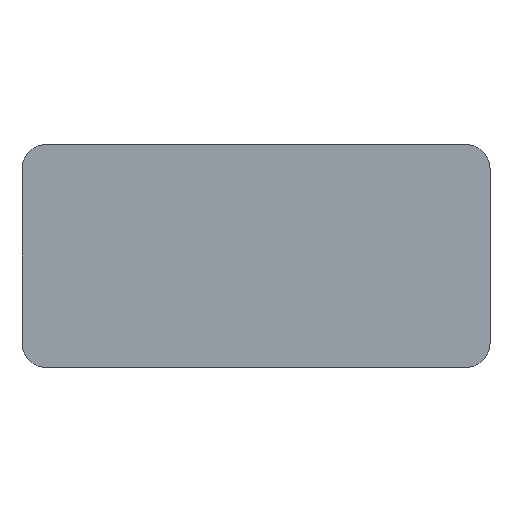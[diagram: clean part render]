
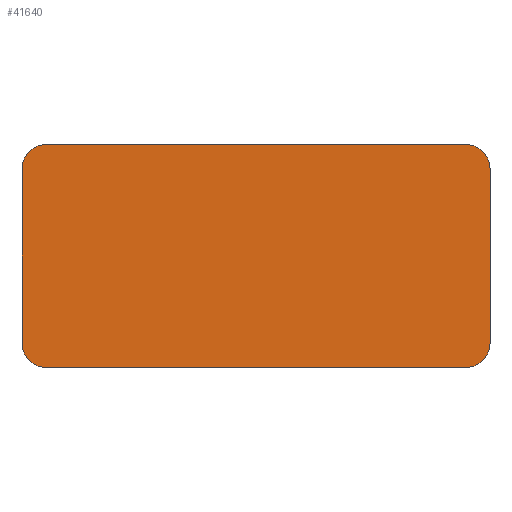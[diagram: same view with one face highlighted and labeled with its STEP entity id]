
A CAD part, front view. The second image highlights one B-rep face of the part: STEP entity #41640.
In plain terms, the highlighted planar face has unit normal (0, -1, 0).
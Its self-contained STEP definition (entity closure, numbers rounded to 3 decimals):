
#3753=FACE_OUTER_BOUND('',#5981,.T.);
#5981=EDGE_LOOP('',(#36088,#36089,#36090,#36091,#36092,#36093,#36094,#36095));
#6912=CIRCLE('',#44712,4.5);
#6913=CIRCLE('',#44713,4.5);
#6914=CIRCLE('',#44714,4.5);
#6915=CIRCLE('',#44715,4.5);
#11124=LINE('',#71099,#15416);
#11125=LINE('',#71103,#15417);
#11126=LINE('',#71107,#15418);
#11127=LINE('',#71111,#15419);
#15416=VECTOR('',#54680,10.);
#15417=VECTOR('',#54683,10.);
#15418=VECTOR('',#54686,10.);
#15419=VECTOR('',#54689,10.);
#19232=VERTEX_POINT('',#71097);
#19233=VERTEX_POINT('',#71098);
#19234=VERTEX_POINT('',#71100);
#19235=VERTEX_POINT('',#71102);
#19236=VERTEX_POINT('',#71104);
#19237=VERTEX_POINT('',#71106);
#19238=VERTEX_POINT('',#71108);
#19239=VERTEX_POINT('',#71110);
#24888=EDGE_CURVE('',#19232,#19233,#11124,.T.);
#24889=EDGE_CURVE('',#19233,#19234,#6912,.T.);
#24890=EDGE_CURVE('',#19234,#19235,#11125,.T.);
#24891=EDGE_CURVE('',#19235,#19236,#6913,.T.);
#24892=EDGE_CURVE('',#19236,#19237,#11126,.T.);
#24893=EDGE_CURVE('',#19237,#19238,#6914,.T.);
#24894=EDGE_CURVE('',#19238,#19239,#11127,.T.);
#24895=EDGE_CURVE('',#19239,#19232,#6915,.T.);
#36088=ORIENTED_EDGE('',*,*,#24888,.T.);
#36089=ORIENTED_EDGE('',*,*,#24889,.T.);
#36090=ORIENTED_EDGE('',*,*,#24890,.T.);
#36091=ORIENTED_EDGE('',*,*,#24891,.T.);
#36092=ORIENTED_EDGE('',*,*,#24892,.T.);
#36093=ORIENTED_EDGE('',*,*,#24893,.T.);
#36094=ORIENTED_EDGE('',*,*,#24894,.T.);
#36095=ORIENTED_EDGE('',*,*,#24895,.T.);
#37928=PLANE('',#44711);
#41640=ADVANCED_FACE('',(#3753),#37928,.T.);
#44711=AXIS2_PLACEMENT_3D('',#71096,#54678,#54679);
#44712=AXIS2_PLACEMENT_3D('',#71101,#54681,#54682);
#44713=AXIS2_PLACEMENT_3D('',#71105,#54684,#54685);
#44714=AXIS2_PLACEMENT_3D('',#71109,#54687,#54688);
#44715=AXIS2_PLACEMENT_3D('',#71112,#54690,#54691);
#54678=DIRECTION('center_axis',(0.,-1.,0.));
#54679=DIRECTION('ref_axis',(1.,0.,0.));
#54680=DIRECTION('',(0.,0.,-1.));
#54681=DIRECTION('center_axis',(0.,-1.,0.));
#54682=DIRECTION('ref_axis',(-1.,0.,0.));
#54683=DIRECTION('',(1.,0.,0.));
#54684=DIRECTION('center_axis',(0.,-1.,0.));
#54685=DIRECTION('ref_axis',(0.,0.,-1.));
#54686=DIRECTION('',(0.,0.,1.));
#54687=DIRECTION('center_axis',(0.,-1.,0.));
#54688=DIRECTION('ref_axis',(1.,0.,0.));
#54689=DIRECTION('',(-1.,0.,0.));
#54690=DIRECTION('center_axis',(0.,-1.,0.));
#54691=DIRECTION('ref_axis',(0.,0.,1.));
#71096=CARTESIAN_POINT('Origin',(0.,-11.,0.));
#71097=CARTESIAN_POINT('',(-43.,-11.,16.));
#71098=CARTESIAN_POINT('',(-43.,-11.,-16.));
#71099=CARTESIAN_POINT('',(-43.,-11.,16.));
#71100=CARTESIAN_POINT('',(-38.5,-11.,-20.5));
#71101=CARTESIAN_POINT('Origin',(-38.5,-11.,-16.));
#71102=CARTESIAN_POINT('',(38.5,-11.,-20.5));
#71103=CARTESIAN_POINT('',(-38.5,-11.,-20.5));
#71104=CARTESIAN_POINT('',(43.,-11.,-16.));
#71105=CARTESIAN_POINT('Origin',(38.5,-11.,-16.));
#71106=CARTESIAN_POINT('',(43.,-11.,16.));
#71107=CARTESIAN_POINT('',(43.,-11.,-16.));
#71108=CARTESIAN_POINT('',(38.5,-11.,20.5));
#71109=CARTESIAN_POINT('Origin',(38.5,-11.,16.));
#71110=CARTESIAN_POINT('',(-38.5,-11.,20.5));
#71111=CARTESIAN_POINT('',(38.5,-11.,20.5));
#71112=CARTESIAN_POINT('Origin',(-38.5,-11.,16.));
